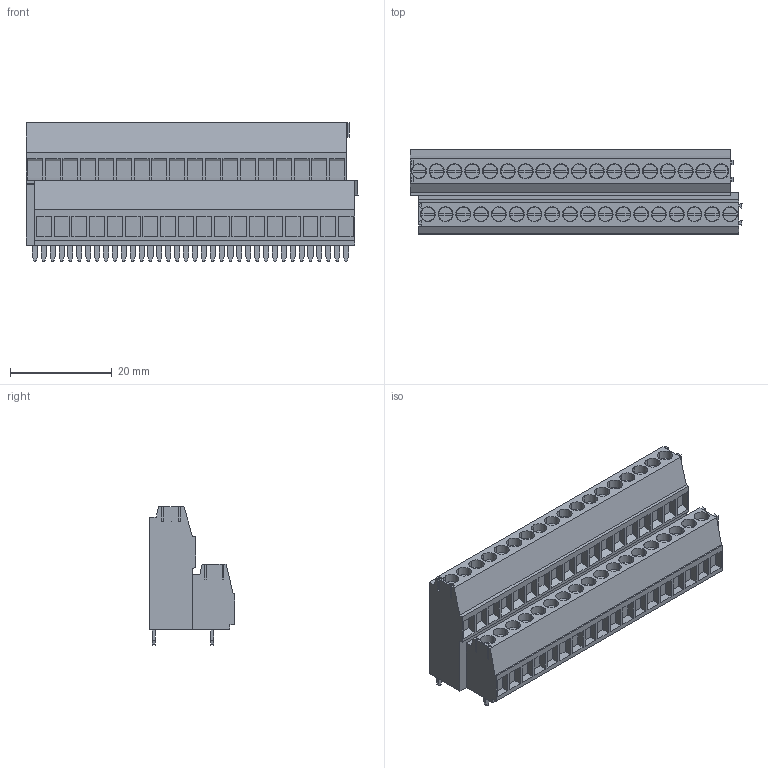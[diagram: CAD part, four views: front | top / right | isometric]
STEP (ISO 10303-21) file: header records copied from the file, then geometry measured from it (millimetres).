
FILE_DESCRIPTION(('CATIA V5 STEP Exchange','CAx-IF Rec.Pracs.--- Model Styling and Organization---1.4--- 2014-01-23'),'2;1');
FILE_NAME ('D1454733_1_1703860000_1703860000.stp','2023-03-16T07:53:17+00:00',('none'),('Weidmueller'),'CATIA Version 5-6 Release 2016 SP3 HF44','CATIA V5 STEP AP214','none');
FILE_SCHEMA(('AUTOMOTIVE_DESIGN { 1 0 10303 214 1 1 1 1 }'));
Length unit declared in the file: millimetre
Products named in the file (1): 1703860000
Bounding box: 65.35 x 16.75 x 27.3 mm (x, y, z)
Volume: 17285 mm3; surface area: 9525.2 mm2
Topology: 73 solids, 73 shells, 1025 faces, 2370 edges, 1581 vertices
Faces by surface type: plane 809, cylinder 216
Entity records: 25986 total; most frequent: ORIENTED_EDGE 4740, CARTESIAN_POINT 4624, DIRECTION 3397, EDGE_CURVE 2370, VECTOR 1790, LINE 1790, VERTEX_POINT 1581, EDGE_LOOP 1115
